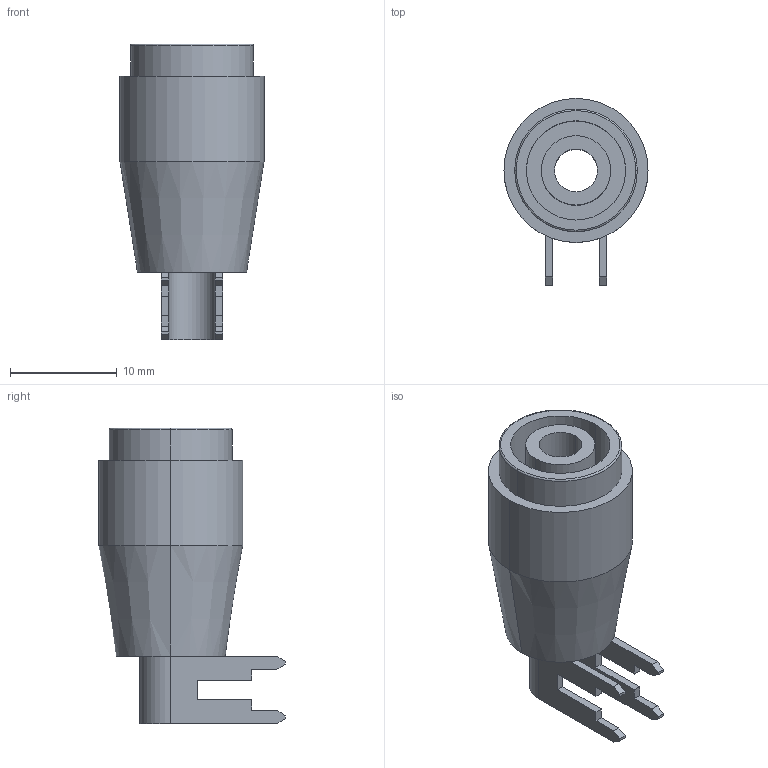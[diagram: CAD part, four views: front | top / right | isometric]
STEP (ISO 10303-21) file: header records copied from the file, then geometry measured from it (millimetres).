
FILE_DESCRIPTION (( 'STEP AP214' ), '1' );
FILE_NAME ('CT3151SP-0.STEP', '2022-10-31T15:46:07', ( '' ), ( '' ), 'SwSTEP 2.0', 'SolidWorks 2017', '' );
FILE_SCHEMA (( 'AUTOMOTIVE_DESIGN' ));
Length unit declared in the file: millimetre
Products named in the file (1): CT3151SP-0
Bounding box: 13.5 x 17.5 x 27.7 mm (x, y, z)
Volume: 1791.3 mm3; surface area: 2587.5 mm2
Topology: 2 solids, 2 shells, 53 faces, 134 edges, 88 vertices
Faces by surface type: plane 37, cylinder 12, torus 2, cone 2
Entity records: 1633 total; most frequent: CARTESIAN_POINT 276, DIRECTION 272, ORIENTED_EDGE 268, EDGE_CURVE 134, LINE 104, VECTOR 104, VERTEX_POINT 88, AXIS2_PLACEMENT_3D 84
